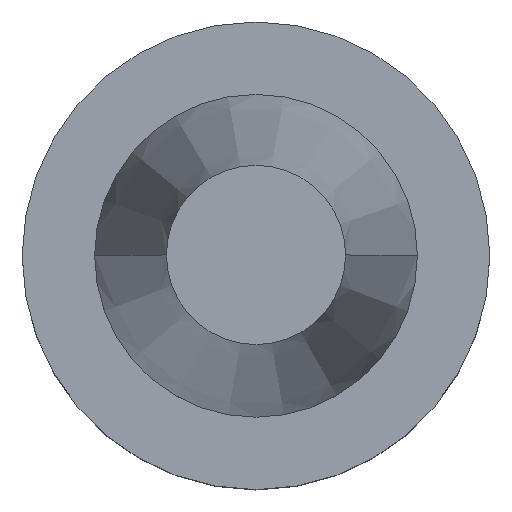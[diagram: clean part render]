
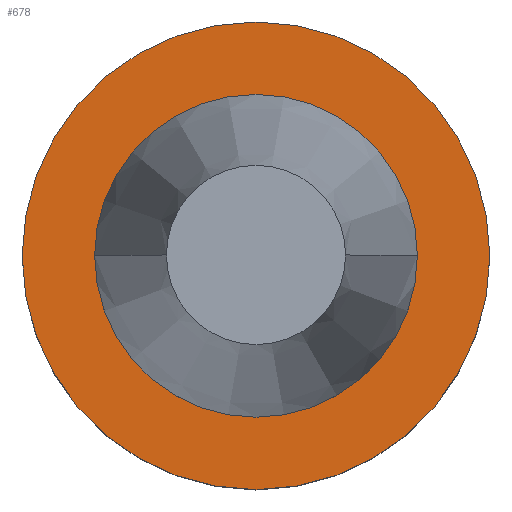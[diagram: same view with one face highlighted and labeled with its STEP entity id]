
A CAD part, top view. The second image highlights one B-rep face of the part: STEP entity #678.
In plain terms, the highlighted planar face has unit normal (0, 0, 1).
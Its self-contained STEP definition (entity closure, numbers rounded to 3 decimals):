
#30 = AXIS2_PLACEMENT_3D ( 'NONE', #445, #683, #610 ) ;
#64 = FACE_BOUND ( 'NONE', #583, .T. ) ;
#67 = ORIENTED_EDGE ( 'NONE', *, *, #164, .F. ) ;
#75 = EDGE_LOOP ( 'NONE', ( #326, #606 ) ) ;
#77 = AXIS2_PLACEMENT_3D ( 'NONE', #450, #172, #234 ) ;
#92 = CARTESIAN_POINT ( 'NONE',  ( -15.875, 0., -0.5 ) ) ;
#102 = CIRCLE ( 'NONE', #30, 23. ) ;
#123 = EDGE_CURVE ( 'NONE', #149, #387, #671, .T. ) ;
#124 = CARTESIAN_POINT ( 'NONE',  ( 15.875, 0., -0.5 ) ) ;
#137 = CARTESIAN_POINT ( 'NONE',  ( 23., 0., -0.5 ) ) ;
#149 = VERTEX_POINT ( 'NONE', #689 ) ;
#154 = EDGE_CURVE ( 'NONE', #714, #369, #194, .T. ) ;
#158 = DIRECTION ( 'NONE',  ( 0., 0., 1. ) ) ;
#164 = EDGE_CURVE ( 'NONE', #369, #714, #334, .T. ) ;
#172 = DIRECTION ( 'NONE',  ( 0., 0., 1. ) ) ;
#178 = AXIS2_PLACEMENT_3D ( 'NONE', #275, #290, #240 ) ;
#194 = CIRCLE ( 'NONE', #762, 15.875 ) ;
#222 = CARTESIAN_POINT ( 'NONE',  ( 0., 0., -0.5 ) ) ;
#234 = DIRECTION ( 'NONE',  ( 1., 0., 0. ) ) ;
#240 = DIRECTION ( 'NONE',  ( 1., 0., 0. ) ) ;
#241 = AXIS2_PLACEMENT_3D ( 'NONE', #654, #258, #587 ) ;
#258 = DIRECTION ( 'NONE',  ( 0., 0., -1. ) ) ;
#275 = CARTESIAN_POINT ( 'NONE',  ( 0., 0., -0.5 ) ) ;
#290 = DIRECTION ( 'NONE',  ( 0., 0., 1. ) ) ;
#326 = ORIENTED_EDGE ( 'NONE', *, *, #449, .T. ) ;
#334 = CIRCLE ( 'NONE', #178, 15.875 ) ;
#369 = VERTEX_POINT ( 'NONE', #92 ) ;
#375 = PLANE ( 'NONE',  #241 ) ;
#387 = VERTEX_POINT ( 'NONE', #137 ) ;
#445 = CARTESIAN_POINT ( 'NONE',  ( 0., 0., -0.5 ) ) ;
#449 = EDGE_CURVE ( 'NONE', #387, #149, #102, .T. ) ;
#450 = CARTESIAN_POINT ( 'NONE',  ( 0., 0., -0.5 ) ) ;
#553 = FACE_OUTER_BOUND ( 'NONE', #75, .T. ) ;
#565 = ORIENTED_EDGE ( 'NONE', *, *, #154, .F. ) ;
#583 = EDGE_LOOP ( 'NONE', ( #565, #67 ) ) ;
#587 = DIRECTION ( 'NONE',  ( -1., 0., 0. ) ) ;
#606 = ORIENTED_EDGE ( 'NONE', *, *, #123, .T. ) ;
#610 = DIRECTION ( 'NONE',  ( 1., 0., 0. ) ) ;
#629 = DIRECTION ( 'NONE',  ( 1., 0., 0. ) ) ;
#654 = CARTESIAN_POINT ( 'NONE',  ( 0., 23., -0.5 ) ) ;
#671 = CIRCLE ( 'NONE', #77, 23. ) ;
#678 = ADVANCED_FACE ( 'NONE', ( #64, #553 ), #375, .F. ) ;
#683 = DIRECTION ( 'NONE',  ( 0., 0., 1. ) ) ;
#689 = CARTESIAN_POINT ( 'NONE',  ( -23., 0., -0.5 ) ) ;
#714 = VERTEX_POINT ( 'NONE', #124 ) ;
#762 = AXIS2_PLACEMENT_3D ( 'NONE', #222, #158, #629 ) ;
